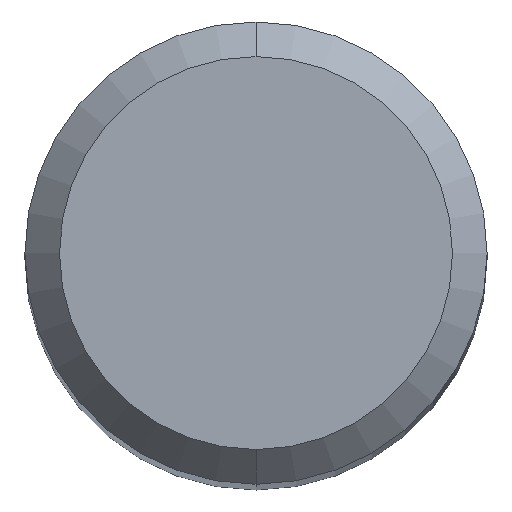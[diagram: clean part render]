
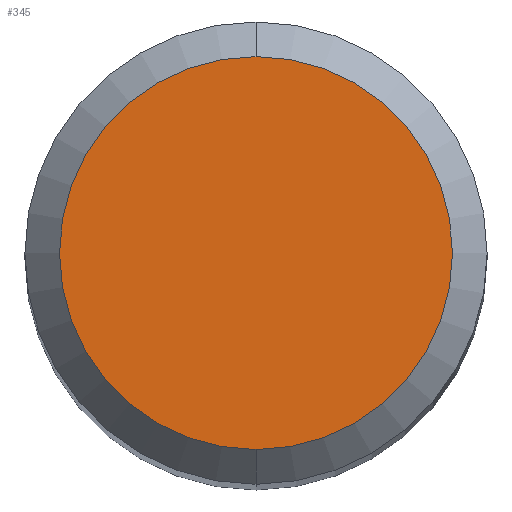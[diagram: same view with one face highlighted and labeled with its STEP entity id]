
A CAD part, top view. The second image highlights one B-rep face of the part: STEP entity #345.
In plain terms, the highlighted planar face has unit normal (0, 0, 1).
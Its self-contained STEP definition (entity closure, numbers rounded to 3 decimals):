
#201=EDGE_CURVE('',#379,#341,#513,.T.);
#285=EDGE_CURVE('',#341,#379,#602,.T.);
#341=VERTEX_POINT('',#660);
#345=ADVANCED_FACE('',(#665),#666,.T.);
#379=VERTEX_POINT('',#706);
#513=CIRCLE('',#853,1.7);
#602=CIRCLE('',#1076,1.7);
#660=CARTESIAN_POINT('',(0.0,1.7,0.));
#665=FACE_OUTER_BOUND('',#1208,.T.);
#666=PLANE('',#1209);
#706=CARTESIAN_POINT('',(0.,-1.7,0.));
#853=AXIS2_PLACEMENT_3D('',#1492,#1493,#1494);
#1076=AXIS2_PLACEMENT_3D('',#1576,#1577,#1578);
#1208=EDGE_LOOP('',(#1618,#1619));
#1209=AXIS2_PLACEMENT_3D('',#1620,#1621,#1622);
#1492=CARTESIAN_POINT('',(0.0,0.0,0.));
#1493=DIRECTION('',(0.0,0.0,-1.0));
#1494=DIRECTION('',(0.0,1.0,0.0));
#1576=CARTESIAN_POINT('',(0.0,0.0,0.));
#1577=DIRECTION('',(0.0,0.0,-1.0));
#1578=DIRECTION('',(0.0,1.0,0.0));
#1618=ORIENTED_EDGE('',*,*,#285,.F.);
#1619=ORIENTED_EDGE('',*,*,#201,.F.);
#1620=CARTESIAN_POINT('',(0.0,0.85,0.));
#1621=DIRECTION('',(-0.0,0.0,1.0));
#1622=DIRECTION('',(0.0,-1.0,0.0));
